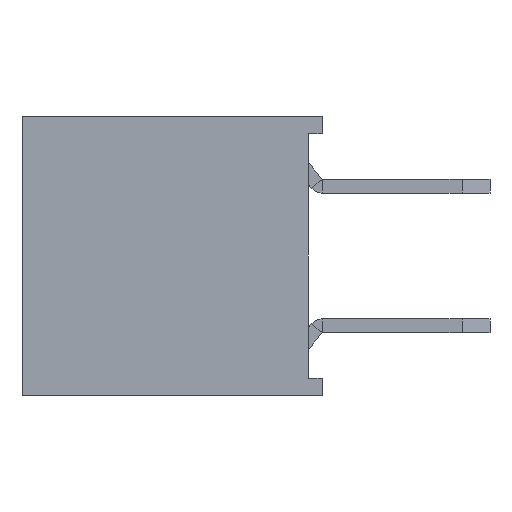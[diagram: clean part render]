
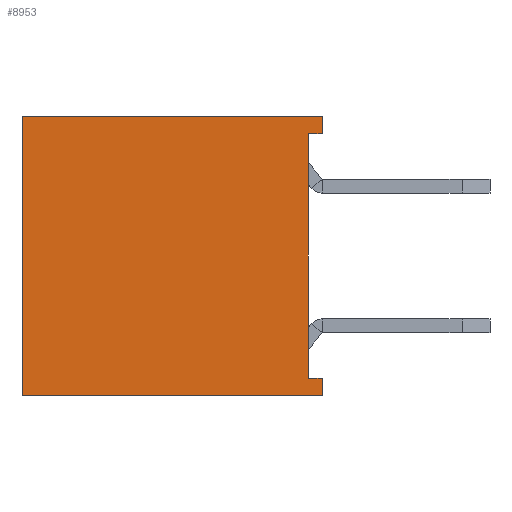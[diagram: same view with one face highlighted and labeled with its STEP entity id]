
A CAD part, left-side view. The second image highlights one B-rep face of the part: STEP entity #8953.
In plain terms, the highlighted planar face has unit normal (-1, 0, 0).
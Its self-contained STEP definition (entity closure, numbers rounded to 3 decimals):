
#3950=DIRECTION('',(0.,-1.,0.));
#3951=VECTOR('',#3950,4.3);
#3952=CARTESIAN_POINT('',(-11.25,0.,2.));
#3953=LINE('',#3952,#3951);
#3957=DIRECTION('',(0.,0.,-1.));
#3958=VECTOR('',#3957,0.25);
#3959=CARTESIAN_POINT('',(-11.25,-4.3,2.));
#3960=LINE('',#3959,#3958);
#3964=DIRECTION('',(0.,1.,0.));
#3965=VECTOR('',#3964,0.2);
#3966=CARTESIAN_POINT('',(-11.25,-4.3,1.75));
#3967=LINE('',#3966,#3965);
#3971=DIRECTION('',(0.,0.,-1.));
#3972=VECTOR('',#3971,3.5);
#3973=CARTESIAN_POINT('',(-11.25,-4.1,1.75));
#3974=LINE('',#3973,#3972);
#3978=DIRECTION('',(0.,-1.,0.));
#3979=VECTOR('',#3978,0.2);
#3980=CARTESIAN_POINT('',(-11.25,-4.1,-1.75));
#3981=LINE('',#3980,#3979);
#3985=DIRECTION('',(0.,0.,-1.));
#3986=VECTOR('',#3985,0.25);
#3987=CARTESIAN_POINT('',(-11.25,-4.3,-1.75));
#3988=LINE('',#3987,#3986);
#3992=DIRECTION('',(0.,1.,0.));
#3993=VECTOR('',#3992,4.3);
#3994=CARTESIAN_POINT('',(-11.25,-4.3,-2.));
#3995=LINE('',#3994,#3993);
#3999=DIRECTION('',(0.,0.,1.));
#4000=VECTOR('',#3999,4.);
#4001=CARTESIAN_POINT('',(-11.25,0.,-2.));
#4002=LINE('',#4001,#4000);
#5846=CARTESIAN_POINT('',(-11.25,0.,2.));
#5847=CARTESIAN_POINT('',(-11.25,-4.3,2.));
#5848=VERTEX_POINT('',#5846);
#5849=VERTEX_POINT('',#5847);
#5850=CARTESIAN_POINT('',(-11.25,-4.3,1.75));
#5851=VERTEX_POINT('',#5850);
#5852=CARTESIAN_POINT('',(-11.25,-4.1,1.75));
#5853=VERTEX_POINT('',#5852);
#5854=CARTESIAN_POINT('',(-11.25,-4.1,-1.75));
#5855=VERTEX_POINT('',#5854);
#5856=CARTESIAN_POINT('',(-11.25,-4.3,-1.75));
#5857=VERTEX_POINT('',#5856);
#5858=CARTESIAN_POINT('',(-11.25,-4.3,-2.));
#5859=VERTEX_POINT('',#5858);
#5860=CARTESIAN_POINT('',(-11.25,0.,-2.));
#5861=VERTEX_POINT('',#5860);
#8937=CARTESIAN_POINT('',(-11.25,0.,0.));
#8938=DIRECTION('',(1.,0.,0.));
#8939=DIRECTION('',(0.,0.,-1.));
#8940=AXIS2_PLACEMENT_3D('',#8937,#8938,#8939);
#8941=PLANE('',#8940);
#8942=ORIENTED_EDGE('',*,*,#8816,.T.);
#8943=ORIENTED_EDGE('',*,*,#8495,.T.);
#8944=ORIENTED_EDGE('',*,*,#8233,.T.);
#8945=ORIENTED_EDGE('',*,*,#6149,.T.);
#8947=ORIENTED_EDGE('',*,*,#8946,.T.);
#8948=ORIENTED_EDGE('',*,*,#8511,.T.);
#8949=ORIENTED_EDGE('',*,*,#8847,.T.);
#8950=ORIENTED_EDGE('',*,*,#5889,.T.);
#8951=EDGE_LOOP('',(#8942,#8943,#8944,#8945,#8947,#8948,#8949,#8950));
#8952=FACE_OUTER_BOUND('',#8951,.F.);
#8953=ADVANCED_FACE('',(#8952),#8941,.F.);
#5889=EDGE_CURVE('',#5861,#5848,#4002,.T.);
#6149=EDGE_CURVE('',#5853,#5855,#3974,.T.);
#8233=EDGE_CURVE('',#5851,#5853,#3967,.T.);
#8495=EDGE_CURVE('',#5849,#5851,#3960,.T.);
#8511=EDGE_CURVE('',#5857,#5859,#3988,.T.);
#8816=EDGE_CURVE('',#5848,#5849,#3953,.T.);
#8847=EDGE_CURVE('',#5859,#5861,#3995,.T.);
#8946=EDGE_CURVE('',#5855,#5857,#3981,.T.);
